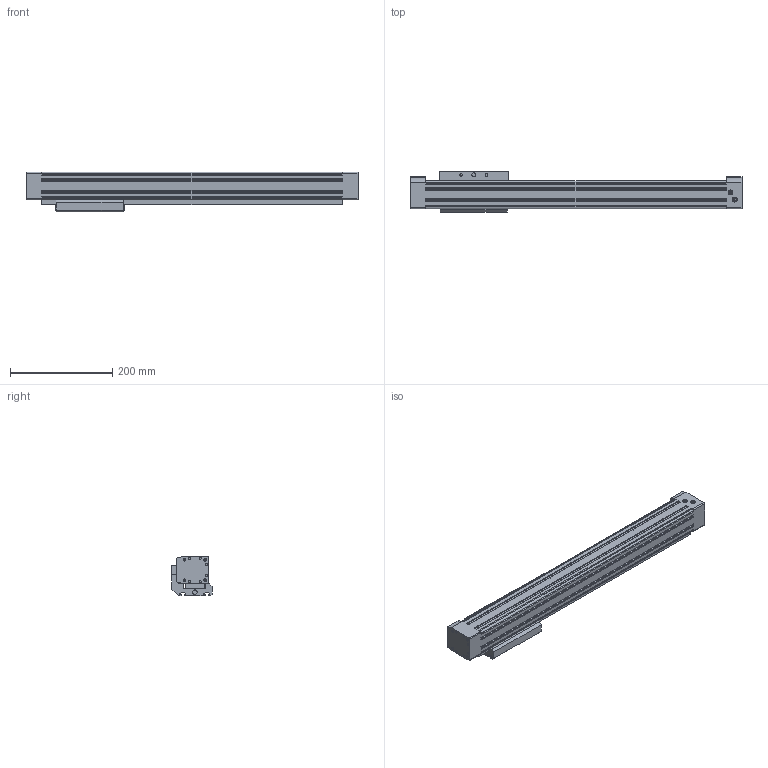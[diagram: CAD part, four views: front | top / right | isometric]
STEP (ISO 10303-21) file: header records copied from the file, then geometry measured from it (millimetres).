
FILE_DESCRIPTION(/* description */ ('STEP AP214'),/* implementation_level */ '2;1');
FILE_NAME(/* name */ '526658_DGPL-32-400-PPV-A-B-KF',/* time_stamp */ '2024-08-15T23:48:27+02:00',/* author */ ('License CC BY-ND 4.0'),/* organization */ ('CADENAS'),/* preprocessor_version */ 'ST-DEVELOPER v19.3',/* originating_system */ 'PARTsolutions',/* authorisation */ ' ');
FILE_SCHEMA (('AUTOMOTIVE_DESIGN {1 0 10303 214 3 1 1}'));
Length unit declared in the file: millimetre
Products named in the file (6): 526658 DGPL-32-400-PPV-A-B-KF---(asm_0); DGPL-32-400-PPV-A-B-KF-GK-SH---(ZR_0); DGP-32(M)-(-GK); DGP-32-(slide)-(-GK); 32x400-2-(S_1); 116515 G1/8
Assembly tree (8 placements, depth 2):
  526658 DGPL-32-400-PPV-A-B-KF---(asm_0)
    DGPL-32-400-PPV-A-B-KF-GK-SH---(ZR_0)
    DGP-32(M)-(-GK)
    DGP-32-(slide)-(-GK)
    32x400-2-(S_1)
    116515 G1/8  x4
Bounding box: 650 x 79 x 77.5 mm (x, y, z)
Volume: 2146344.9 mm3; surface area: 352179.3 mm2
Topology: 8 solids, 8 shells, 478 faces, 1183 edges, 760 vertices
Faces by surface type: plane 272, cylinder 148, cone 58
Full cylindrical faces by diameter (mm): 4.134 x12, 4.3 x12, 4.8 x2, 4.917 x2, 5.2 x2, 8 x1, 8.566 x6, 9 x6, 9.728 x12, 25 x1
Entity records: 11947 total; most frequent: DIRECTION 2071, CARTESIAN_POINT 2004, ORIENTED_EDGE 1828, EDGE_CURVE 914, AXIS2_PLACEMENT_3D 751, VERTEX_POINT 654, LINE 569, VECTOR 569
